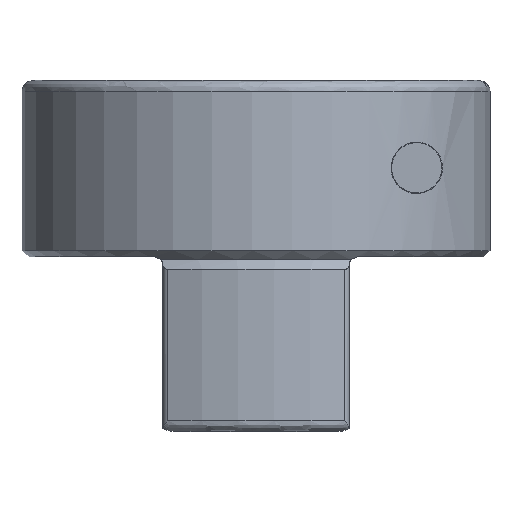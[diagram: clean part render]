
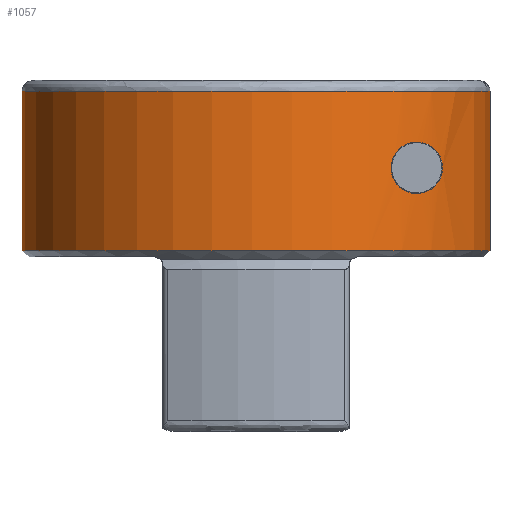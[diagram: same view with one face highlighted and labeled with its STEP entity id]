
A CAD part, front view. The second image highlights one B-rep face of the part: STEP entity #1057.
In plain terms, the highlighted cylindrical face has radius 15 mm (diameter 30 mm), a partial arc.
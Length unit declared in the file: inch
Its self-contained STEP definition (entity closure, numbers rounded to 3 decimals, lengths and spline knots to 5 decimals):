
#15 = LINE ( 'NONE', #3981, #3590 ) ;
#58 = CARTESIAN_POINT ( 'NONE',  ( 0.59022, -0.01969, 0.41535 ) ) ;
#97 = VERTEX_POINT ( 'NONE', #739 ) ;
#143 = VERTEX_POINT ( 'NONE', #885 ) ;
#176 = CYLINDRICAL_SURFACE ( 'NONE', #2473, 0.59055 ) ;
#226 = CARTESIAN_POINT ( 'NONE',  ( 0.46979, -0.35784, 0.21175 ) ) ;
#322 = CARTESIAN_POINT ( 'NONE',  ( 0.40551, -0.42931, 0.15748 ) ) ;
#337 = EDGE_CURVE ( 'NONE', #400, #1097, #15, .T. ) ;
#400 = VERTEX_POINT ( 'NONE', #58 ) ;
#427 = CARTESIAN_POINT ( 'NONE',  ( -0.59055, 0., 0.44291 ) ) ;
#502 = EDGE_CURVE ( 'NONE', #143, #3567, #2782, .T. ) ;
#543 = CARTESIAN_POINT ( 'NONE',  ( 0.34335, -0.48048, 0.20295 ) ) ;
#554 = EDGE_CURVE ( 'NONE', #97, #400, #1421, .T. ) ;
#578 = DIRECTION ( 'NONE',  ( 0., 0., 1. ) ) ;
#612 = CARTESIAN_POINT ( 'NONE',  ( 0.34486, -0.47941, 0.24617 ) ) ;
#623 = CARTESIAN_POINT ( 'NONE',  ( 0.44169, -0.39211, 0.1679 ) ) ;
#739 = CARTESIAN_POINT ( 'NONE',  ( -0.59055, 0., 0.41535 ) ) ;
#856 = CARTESIAN_POINT ( 'NONE',  ( 0., 0., 0.44291 ) ) ;
#878 = FACE_OUTER_BOUND ( 'NONE', #2761, .T. ) ;
#885 = CARTESIAN_POINT ( 'NONE',  ( 0.40551, -0.42931, 0.2874 ) ) ;
#889 = CARTESIAN_POINT ( 'NONE',  ( 0.39832, -0.4361, 0.2874 ) ) ;
#937 = CARTESIAN_POINT ( 'NONE',  ( 0.36627, -0.46326, 0.27438 ) ) ;
#972 = CARTESIAN_POINT ( 'NONE',  ( 0.46732, -0.36107, 0.2018 ) ) ;
#1057 = ADVANCED_FACE ( 'NONE', ( #1984, #878 ), #176, .T. ) ;
#1097 = VERTEX_POINT ( 'NONE', #4624 ) ;
#1259 = DIRECTION ( 'NONE',  ( -1., 0., 0. ) ) ;
#1269 = CARTESIAN_POINT ( 'NONE',  ( 0.35148, -0.47458, 0.18611 ) ) ;
#1272 = EDGE_CURVE ( 'NONE', #1694, #1097, #4425, .T. ) ;
#1296 = CARTESIAN_POINT ( 'NONE',  ( 0.36963, -0.46064, 0.16763 ) ) ;
#1309 = CARTESIAN_POINT ( 'NONE',  ( 0.46732, -0.36106, 0.24308 ) ) ;
#1319 = CARTESIAN_POINT ( 'NONE',  ( 0.34325, -0.48056, 0.24158 ) ) ;
#1330 = CARTESIAN_POINT ( 'NONE',  ( 0.45376, -0.37807, 0.26666 ) ) ;
#1339 = CARTESIAN_POINT ( 'NONE',  ( 0.40551, -0.42931, 0.15748 ) ) ;
#1421 = CIRCLE ( 'NONE', #4557, 0.59055 ) ;
#1444 = VECTOR ( 'NONE', #1862, 39.37008 ) ;
#1457 = DIRECTION ( 'NONE',  ( 0., 0., -1. ) ) ;
#1605 = CARTESIAN_POINT ( 'NONE',  ( 0.37667, -0.45493, 0.16373 ) ) ;
#1618 = CARTESIAN_POINT ( 'NONE',  ( 0.40551, -0.42931, 0.2874 ) ) ;
#1662 = CARTESIAN_POINT ( 'NONE',  ( 0.42074, -0.41453, 0.28604 ) ) ;
#1694 = VERTEX_POINT ( 'NONE', #4587 ) ;
#1705 = CARTESIAN_POINT ( 'NONE',  ( 0.43506, -0.39948, 0.16409 ) ) ;
#1724 = ORIENTED_EDGE ( 'NONE', *, *, #554, .F. ) ;
#1770 = EDGE_CURVE ( 'NONE', #97, #1694, #4004, .T. ) ;
#1862 = DIRECTION ( 'NONE',  ( 0., 0., -1. ) ) ;
#1932 = DIRECTION ( 'NONE',  ( 0., 0., -1. ) ) ;
#1944 = CARTESIAN_POINT ( 'NONE',  ( 0.35996, -0.46818, 0.17593 ) ) ;
#1952 = ORIENTED_EDGE ( 'NONE', *, *, #1770, .T. ) ;
#1962 = CARTESIAN_POINT ( 'NONE',  ( 0.46558, -0.36331, 0.19727 ) ) ;
#1974 = CARTESIAN_POINT ( 'NONE',  ( 0.34057, -0.48246, 0.21735 ) ) ;
#1984 = FACE_BOUND ( 'NONE', #2405, .T. ) ;
#2014 = CARTESIAN_POINT ( 'NONE',  ( 0.40551, -0.42931, 0.2874 ) ) ;
#2032 = CARTESIAN_POINT ( 'NONE',  ( 0.43492, -0.39963, 0.28085 ) ) ;
#2043 = CARTESIAN_POINT ( 'NONE',  ( 0.36969, -0.46054, 0.27678 ) ) ;
#2143 = DIRECTION ( 'NONE',  ( -1., 0., 0. ) ) ;
#2299 = CARTESIAN_POINT ( 'NONE',  ( 0.34114, -0.48205, 0.21242 ) ) ;
#2300 = ORIENTED_EDGE ( 'NONE', *, *, #1272, .T. ) ;
#2341 = CARTESIAN_POINT ( 'NONE',  ( 0., 0., 0.41535 ) ) ;
#2352 = CARTESIAN_POINT ( 'NONE',  ( 0.35094, -0.47499, 0.25891 ) ) ;
#2403 = CARTESIAN_POINT ( 'NONE',  ( 0.46136, -0.36866, 0.18894 ) ) ;
#2405 = EDGE_LOOP ( 'NONE', ( #3547, #2775 ) ) ;
#2427 = CARTESIAN_POINT ( 'NONE',  ( 0.44168, -0.39212, 0.27699 ) ) ;
#2473 = AXIS2_PLACEMENT_3D ( 'NONE', #856, #1932, #1259 ) ;
#2561 = DIRECTION ( 'NONE',  ( 0., 0., 1. ) ) ;
#2693 = CARTESIAN_POINT ( 'NONE',  ( 0.46556, -0.36334, 0.24765 ) ) ;
#2718 = CARTESIAN_POINT ( 'NONE',  ( 0.46979, -0.35785, 0.23316 ) ) ;
#2729 = CARTESIAN_POINT ( 'NONE',  ( 0.3411, -0.48209, 0.23213 ) ) ;
#2740 = CARTESIAN_POINT ( 'NONE',  ( 0.45926, -0.37132, 0.2601 ) ) ;
#2761 = EDGE_LOOP ( 'NONE', ( #1724, #1952, #2300, #4191 ) ) ;
#2775 = ORIENTED_EDGE ( 'NONE', *, *, #3433, .T. ) ;
#2782 = B_SPLINE_CURVE_WITH_KNOTS ( 'NONE', 3,
 ( #1618, #4152, #1662, #2032, #2427, #1330, #2740, #2693, #1309, #2718, #3863, #3098, #226, #972, #1962, #2403, #3843, #3054, #4478, #623, #1705, #3430, #4554, #4498 ),
 .UNSPECIFIED., .F., .F.,
 ( 4, 2, 2, 2, 2, 2, 2, 2, 2, 2, 2, 4 ),
 ( 0.00595, 0.00676, 0.00757, 0.00838, 0.00878, 0.00918, 0.00959, 0.00999, 0.01039, 0.0108, 0.01161, 0.01241 ),
 .UNSPECIFIED. ) ;
#3011 = AXIS2_PLACEMENT_3D ( 'NONE', #3972, #2561, #2143 ) ;
#3054 = CARTESIAN_POINT ( 'NONE',  ( 0.45367, -0.37809, 0.17864 ) ) ;
#3098 = CARTESIAN_POINT ( 'NONE',  ( 0.47047, -0.35694, 0.21706 ) ) ;
#3391 = CARTESIAN_POINT ( 'NONE',  ( 0.39097, -0.4427, 0.28621 ) ) ;
#3416 = CARTESIAN_POINT ( 'NONE',  ( 0.34054, -0.48248, 0.22715 ) ) ;
#3430 = CARTESIAN_POINT ( 'NONE',  ( 0.42076, -0.41451, 0.15884 ) ) ;
#3433 = EDGE_CURVE ( 'NONE', #3567, #143, #4340, .T. ) ;
#3547 = ORIENTED_EDGE ( 'NONE', *, *, #502, .T. ) ;
#3567 = VERTEX_POINT ( 'NONE', #322 ) ;
#3590 = VECTOR ( 'NONE', #1457, 39.37008 ) ;
#3775 = DIRECTION ( 'NONE',  ( 1., 0., 0. ) ) ;
#3805 = CARTESIAN_POINT ( 'NONE',  ( 0.38017, -0.45194, 0.28237 ) ) ;
#3829 = CARTESIAN_POINT ( 'NONE',  ( 0.39834, -0.43609, 0.15748 ) ) ;
#3843 = CARTESIAN_POINT ( 'NONE',  ( 0.45895, -0.37166, 0.18527 ) ) ;
#3863 = CARTESIAN_POINT ( 'NONE',  ( 0.47047, -0.35694, 0.22785 ) ) ;
#3972 = CARTESIAN_POINT ( 'NONE',  ( 0., 0., 0.01378 ) ) ;
#3981 = CARTESIAN_POINT ( 'NONE',  ( 0.59022, -0.01969, 0. ) ) ;
#4004 = LINE ( 'NONE', #427, #1444 ) ;
#4112 = CARTESIAN_POINT ( 'NONE',  ( 0.35693, -0.47049, 0.17908 ) ) ;
#4138 = CARTESIAN_POINT ( 'NONE',  ( 0.35664, -0.47077, 0.26607 ) ) ;
#4152 = CARTESIAN_POINT ( 'NONE',  ( 0.41331, -0.42195, 0.2874 ) ) ;
#4162 = CARTESIAN_POINT ( 'NONE',  ( 0.34495, -0.47934, 0.19848 ) ) ;
#4184 = CARTESIAN_POINT ( 'NONE',  ( 0.37662, -0.45489, 0.28076 ) ) ;
#4191 = ORIENTED_EDGE ( 'NONE', *, *, #337, .F. ) ;
#4206 = CARTESIAN_POINT ( 'NONE',  ( 0.349, -0.4764, 0.19006 ) ) ;
#4340 = B_SPLINE_CURVE_WITH_KNOTS ( 'NONE', 3,
 ( #1339, #3829, #4545, #1605, #1296, #1944, #4112, #1269, #4206, #4162, #543, #2299, #1974, #3416, #2729, #1319, #612, #2352, #4138, #937, #2043, #4184, #3805, #3391, #889, #2014 ),
 .UNSPECIFIED., .F., .F.,
 ( 4, 2, 2, 2, 2, 2, 2, 2, 2, 2, 2, 2, 4 ),
 ( 0., 0.00074, 0.00149, 0.00186, 0.00223, 0.0026, 0.00298, 0.00335, 0.00372, 0.00447, 0.00484, 0.00521, 0.00595 ),
 .UNSPECIFIED. ) ;
#4425 = CIRCLE ( 'NONE', #3011, 0.59055 ) ;
#4478 = CARTESIAN_POINT ( 'NONE',  ( 0.45077, -0.38155, 0.17567 ) ) ;
#4498 = CARTESIAN_POINT ( 'NONE',  ( 0.40551, -0.42931, 0.15748 ) ) ;
#4545 = CARTESIAN_POINT ( 'NONE',  ( 0.39111, -0.44257, 0.15863 ) ) ;
#4554 = CARTESIAN_POINT ( 'NONE',  ( 0.4133, -0.42196, 0.15748 ) ) ;
#4557 = AXIS2_PLACEMENT_3D ( 'NONE', #2341, #578, #3775 ) ;
#4587 = CARTESIAN_POINT ( 'NONE',  ( -0.59055, 0., 0.01378 ) ) ;
#4624 = CARTESIAN_POINT ( 'NONE',  ( 0.59022, -0.01969, 0.01378 ) ) ;
